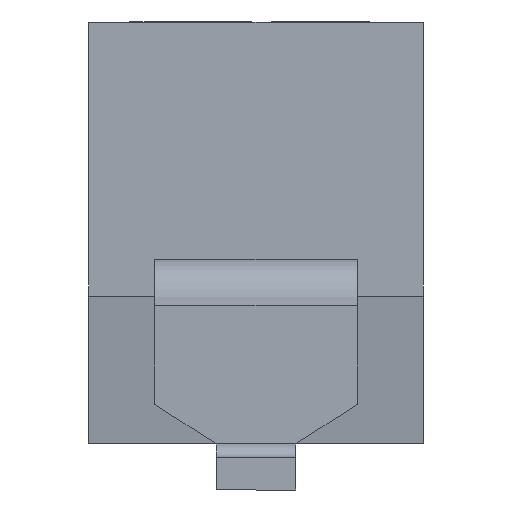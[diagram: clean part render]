
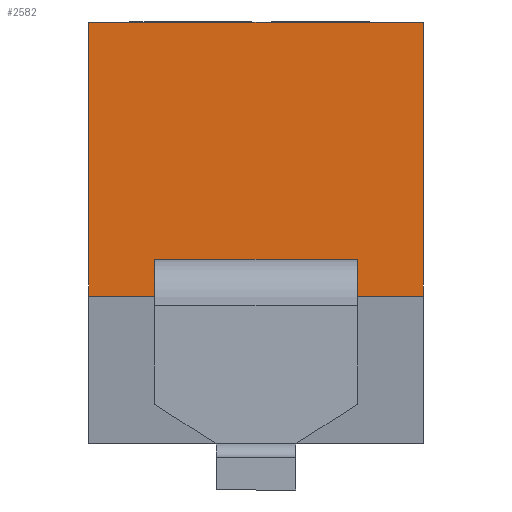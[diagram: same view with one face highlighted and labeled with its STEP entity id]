
A CAD part, front view. The second image highlights one B-rep face of the part: STEP entity #2582.
In plain terms, the highlighted planar face has unit normal (0, -1, 0).
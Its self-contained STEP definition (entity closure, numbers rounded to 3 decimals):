
#1680=CARTESIAN_POINT('',(1.27,-3.0,3.2));
#1681=VERTEX_POINT('',#1680);
#1696=CARTESIAN_POINT('',(-1.27,-3.,3.2));
#1697=VERTEX_POINT('',#1696);
#1704=CARTESIAN_POINT('',(1.27,-3.0,3.2));
#1705=DIRECTION('',(-1.0,0.0,0.0));
#1706=VECTOR('',#1705,2.54);
#1707=LINE('',#1704,#1706);
#1708=EDGE_CURVE('',#1681,#1697,#1707,.T.);
#1910=CARTESIAN_POINT('',(0.77,-3.,1.4));
#1911=VERTEX_POINT('',#1910);
#1928=CARTESIAN_POINT('',(0.77,-3.,1.15));
#1929=VERTEX_POINT('',#1928);
#1936=CARTESIAN_POINT('',(0.77,-3.,1.4));
#1937=DIRECTION('',(0.0,0.0,-1.0));
#1938=VECTOR('',#1937,0.25);
#1939=LINE('',#1936,#1938);
#1940=EDGE_CURVE('',#1911,#1929,#1939,.T.);
#1950=CARTESIAN_POINT('',(-0.77,-3.,1.15));
#1951=VERTEX_POINT('',#1950);
#1960=CARTESIAN_POINT('',(0.77,-3.,1.15));
#1961=DIRECTION('',(-1.0,0.0,0.0));
#1962=VECTOR('',#1961,1.54);
#1963=LINE('',#1960,#1962);
#1964=EDGE_CURVE('',#1929,#1951,#1963,.T.);
#2005=CARTESIAN_POINT('',(-0.77,-3.,1.4));
#2006=VERTEX_POINT('',#2005);
#2015=CARTESIAN_POINT('',(-0.77,-3.,1.4));
#2016=DIRECTION('',(1.0,0.0,0.0));
#2017=VECTOR('',#2016,1.54);
#2018=LINE('',#2015,#2017);
#2019=EDGE_CURVE('',#2006,#1911,#2018,.T.);
#2032=CARTESIAN_POINT('',(-0.77,-3.,1.15));
#2033=DIRECTION('',(0.0,0.0,1.0));
#2034=VECTOR('',#2033,0.25);
#2035=LINE('',#2032,#2034);
#2036=EDGE_CURVE('',#1951,#2006,#2035,.T.);
#2482=CARTESIAN_POINT('',(-1.27,-3.,1.122));
#2483=VERTEX_POINT('',#2482);
#2498=CARTESIAN_POINT('',(1.27,-3.0,1.122));
#2499=VERTEX_POINT('',#2498);
#2506=CARTESIAN_POINT('',(-1.27,-3.,1.122));
#2507=DIRECTION('',(1.0,0.0,0.0));
#2508=VECTOR('',#2507,2.54);
#2509=LINE('',#2506,#2508);
#2510=EDGE_CURVE('',#2483,#2499,#2509,.T.);
#2555=CARTESIAN_POINT('',(1.27,-3.0,0.0));
#2556=DIRECTION('',(0.0,-1.0,0.0));
#2557=DIRECTION('',(0.0,0.0,-1.0));
#2558=AXIS2_PLACEMENT_3D('',#2555,#2556,#2557);
#2559=PLANE('',#2558);
#2560=ORIENTED_EDGE('',*,*,#2510,.T.);
#2561=CARTESIAN_POINT('',(1.27,-3.0,1.122));
#2562=DIRECTION('',(0.0,0.0,1.0));
#2563=VECTOR('',#2562,2.078);
#2564=LINE('',#2561,#2563);
#2565=EDGE_CURVE('',#2499,#1681,#2564,.T.);
#2566=ORIENTED_EDGE('',*,*,#2565,.T.);
#2567=ORIENTED_EDGE('',*,*,#1708,.T.);
#2568=CARTESIAN_POINT('',(-1.27,-3.,1.122));
#2569=DIRECTION('',(0.0,0.0,1.0));
#2570=VECTOR('',#2569,2.078);
#2571=LINE('',#2568,#2570);
#2572=EDGE_CURVE('',#2483,#1697,#2571,.T.);
#2573=ORIENTED_EDGE('',*,*,#2572,.F.);
#2574=EDGE_LOOP('',(#2560,#2566,#2567,#2573));
#2575=FACE_OUTER_BOUND('',#2574,.T.);
#2576=ORIENTED_EDGE('',*,*,#1940,.T.);
#2577=ORIENTED_EDGE('',*,*,#1964,.T.);
#2578=ORIENTED_EDGE('',*,*,#2036,.T.);
#2579=ORIENTED_EDGE('',*,*,#2019,.T.);
#2580=EDGE_LOOP('',(#2576,#2577,#2578,#2579));
#2581=FACE_BOUND('',#2580,.T.);
#2582=ADVANCED_FACE('',(#2575,#2581),#2559,.T.);
